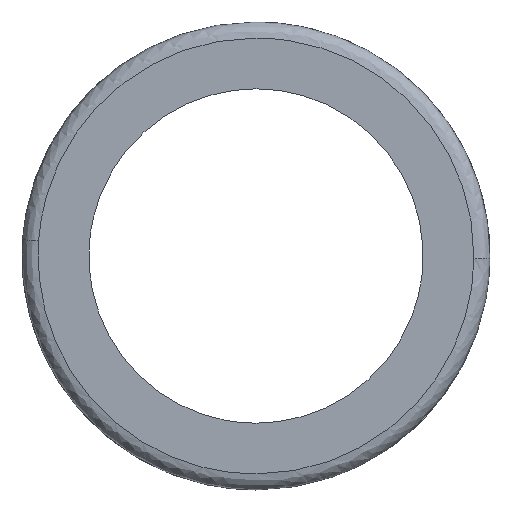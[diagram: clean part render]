
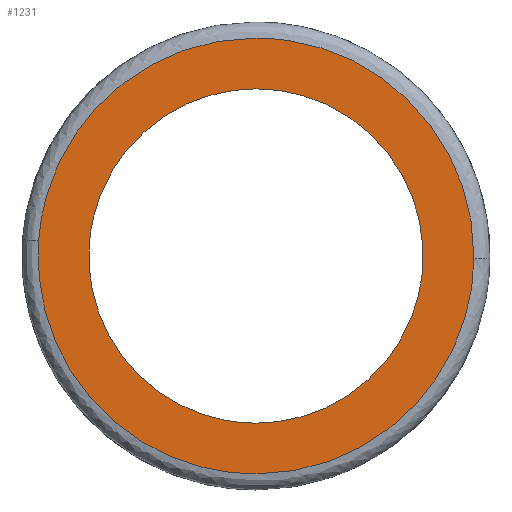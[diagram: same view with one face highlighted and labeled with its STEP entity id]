
A CAD part, front view. The second image highlights one B-rep face of the part: STEP entity #1231.
In plain terms, the highlighted free-form (B-spline) face has degree [1, 1] with [2, 2] control points.
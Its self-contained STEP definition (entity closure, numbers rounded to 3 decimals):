
#703=CARTESIAN_POINT('',(12.413,0.,-1.475));
#704=VERTEX_POINT('',#703);
#710=CARTESIAN_POINT('',(0.0,0.,12.5));
#711=VERTEX_POINT('',#710);
#712=CARTESIAN_POINT('',(12.413,0.,-1.475));
#713=CARTESIAN_POINT('',(12.5,0.,-0.74));
#714=CARTESIAN_POINT('',(12.5,0.,0.));
#715=CARTESIAN_POINT('',(12.5,0.,12.5));
#716=CARTESIAN_POINT('',(0.0,0.,12.5));
#724=(BOUNDED_CURVE()B_SPLINE_CURVE(2,(#712,#713,#714,#715,#716),.UNSPECIFIED.,.F.,.U.)B_SPLINE_CURVE_WITH_KNOTS((3,2,3),(0.23,0.25,0.5),.UNSPECIFIED.)CURVE()GEOMETRIC_REPRESENTATION_ITEM()RATIONAL_B_SPLINE_CURVE((0.956,0.976,1.0,0.707,1.0))REPRESENTATION_ITEM(''));
#725=EDGE_CURVE('',#704,#711,#724,.T.);
#727=CARTESIAN_POINT('',(-12.477,0.,0.763));
#728=VERTEX_POINT('',#727);
#729=CARTESIAN_POINT('',(0.0,0.,12.5));
#730=CARTESIAN_POINT('',(-11.759,0.,12.5));
#731=CARTESIAN_POINT('',(-12.477,0.,0.763));
#739=(BOUNDED_CURVE()B_SPLINE_CURVE(2,(#729,#730,#731),.UNSPECIFIED.,.F.,.U.)B_SPLINE_CURVE_WITH_KNOTS((3,3),(0.5,0.739),.UNSPECIFIED.)CURVE()GEOMETRIC_REPRESENTATION_ITEM()RATIONAL_B_SPLINE_CURVE((1.0,0.72,0.976))REPRESENTATION_ITEM(''));
#740=EDGE_CURVE('',#711,#728,#739,.T.);
#814=CARTESIAN_POINT('',(0.0,0.,-12.5));
#815=VERTEX_POINT('',#814);
#816=CARTESIAN_POINT('',(-12.477,0.,0.763));
#817=CARTESIAN_POINT('',(-12.5,0.,0.382));
#818=CARTESIAN_POINT('',(-12.5,0.,0.));
#819=CARTESIAN_POINT('',(-12.5,0.,-12.5));
#820=CARTESIAN_POINT('',(0.0,0.,-12.5));
#828=(BOUNDED_CURVE()B_SPLINE_CURVE(2,(#816,#817,#818,#819,#820),.UNSPECIFIED.,.F.,.U.)B_SPLINE_CURVE_WITH_KNOTS((3,2,3),(0.739,0.75,1.0),.UNSPECIFIED.)CURVE()GEOMETRIC_REPRESENTATION_ITEM()RATIONAL_B_SPLINE_CURVE((0.976,0.988,1.0,0.707,1.0))REPRESENTATION_ITEM(''));
#829=EDGE_CURVE('',#728,#815,#828,.T.);
#831=CARTESIAN_POINT('',(0.0,0.,-12.5));
#832=CARTESIAN_POINT('',(11.102,0.,-12.5));
#833=CARTESIAN_POINT('',(12.413,0.,-1.475));
#841=(BOUNDED_CURVE()B_SPLINE_CURVE(2,(#831,#832,#833),.UNSPECIFIED.,.F.,.U.)B_SPLINE_CURVE_WITH_KNOTS((3,3),(0.0,0.23),.UNSPECIFIED.)CURVE()GEOMETRIC_REPRESENTATION_ITEM()RATIONAL_B_SPLINE_CURVE((1.0,0.731,0.956))REPRESENTATION_ITEM(''));
#842=EDGE_CURVE('',#815,#704,#841,.T.);
#1037=CARTESIAN_POINT('',(16.299,0.,-0.205));
#1038=VERTEX_POINT('',#1037);
#1052=CARTESIAN_POINT('',(0.0,0.,-16.3));
#1053=VERTEX_POINT('',#1052);
#1054=CARTESIAN_POINT('',(0.0,0.,-16.3));
#1055=CARTESIAN_POINT('',(16.096,0.,-16.3));
#1056=CARTESIAN_POINT('',(16.299,0.,-0.205));
#1064=(BOUNDED_CURVE()B_SPLINE_CURVE(2,(#1054,#1055,#1056),.UNSPECIFIED.,.F.,.U.)B_SPLINE_CURVE_WITH_KNOTS((3,3),(0.0,0.248),.UNSPECIFIED.)CURVE()GEOMETRIC_REPRESENTATION_ITEM()RATIONAL_B_SPLINE_CURVE((1.0,0.71,0.995))REPRESENTATION_ITEM(''));
#1065=EDGE_CURVE('',#1053,#1038,#1064,.T.);
#1067=CARTESIAN_POINT('',(-16.26,0.,1.137));
#1068=VERTEX_POINT('',#1067);
#1069=CARTESIAN_POINT('',(-16.26,0.,1.137));
#1070=CARTESIAN_POINT('',(-16.3,0.,0.569));
#1071=CARTESIAN_POINT('',(-16.3,0.,0.));
#1072=CARTESIAN_POINT('',(-16.3,0.,-16.3));
#1073=CARTESIAN_POINT('',(0.0,0.,-16.3));
#1081=(BOUNDED_CURVE()B_SPLINE_CURVE(2,(#1069,#1070,#1071,#1072,#1073),.UNSPECIFIED.,.F.,.U.)B_SPLINE_CURVE_WITH_KNOTS((3,2,3),(0.738,0.75,1.0),.UNSPECIFIED.)CURVE()GEOMETRIC_REPRESENTATION_ITEM()RATIONAL_B_SPLINE_CURVE((0.973,0.986,1.0,0.707,1.0))REPRESENTATION_ITEM(''));
#1082=EDGE_CURVE('',#1068,#1053,#1081,.T.);
#1125=CARTESIAN_POINT('',(0.0,0.,16.3));
#1126=VERTEX_POINT('',#1125);
#1127=CARTESIAN_POINT('',(0.0,0.,16.3));
#1128=CARTESIAN_POINT('',(-15.2,0.,16.3));
#1129=CARTESIAN_POINT('',(-16.26,0.,1.137));
#1137=(BOUNDED_CURVE()B_SPLINE_CURVE(2,(#1127,#1128,#1129),.UNSPECIFIED.,.F.,.U.)B_SPLINE_CURVE_WITH_KNOTS((3,3),(0.5,0.738),.UNSPECIFIED.)CURVE()GEOMETRIC_REPRESENTATION_ITEM()RATIONAL_B_SPLINE_CURVE((1.0,0.721,0.973))REPRESENTATION_ITEM(''));
#1138=EDGE_CURVE('',#1126,#1068,#1137,.T.);
#1140=CARTESIAN_POINT('',(16.299,0.,-0.205));
#1141=CARTESIAN_POINT('',(16.3,0.,-0.102));
#1142=CARTESIAN_POINT('',(16.3,0.,0.));
#1143=CARTESIAN_POINT('',(16.3,0.,16.3));
#1144=CARTESIAN_POINT('',(0.0,0.,16.3));
#1152=(BOUNDED_CURVE()B_SPLINE_CURVE(2,(#1140,#1141,#1142,#1143,#1144),.UNSPECIFIED.,.F.,.U.)B_SPLINE_CURVE_WITH_KNOTS((3,2,3),(0.248,0.25,0.5),.UNSPECIFIED.)CURVE()GEOMETRIC_REPRESENTATION_ITEM()RATIONAL_B_SPLINE_CURVE((0.995,0.997,1.0,0.707,1.0))REPRESENTATION_ITEM(''));
#1153=EDGE_CURVE('',#1038,#1126,#1152,.T.);
#1214=CARTESIAN_POINT('',(-17.926,0.,-17.928));
#1215=CARTESIAN_POINT('',(-17.926,0.,17.928));
#1216=CARTESIAN_POINT('',(17.927,0.,-17.928));
#1217=CARTESIAN_POINT('',(17.927,0.,17.928));
#1218=B_SPLINE_SURFACE_WITH_KNOTS('',1,1,((#1214,#1216),(#1215,#1217)),.UNSPECIFIED.,.F.,.F.,.U.,(2,2),(2,2),(0.0,35.857),(0.0,35.853),.UNSPECIFIED.);
#1219=ORIENTED_EDGE('',*,*,#1065,.T.);
#1220=ORIENTED_EDGE('',*,*,#1153,.T.);
#1221=ORIENTED_EDGE('',*,*,#1138,.T.);
#1222=ORIENTED_EDGE('',*,*,#1082,.T.);
#1223=EDGE_LOOP('',(#1219,#1220,#1221,#1222));
#1224=FACE_OUTER_BOUND('',#1223,.T.);
#1225=ORIENTED_EDGE('',*,*,#740,.F.);
#1226=ORIENTED_EDGE('',*,*,#725,.F.);
#1227=ORIENTED_EDGE('',*,*,#842,.F.);
#1228=ORIENTED_EDGE('',*,*,#829,.F.);
#1229=EDGE_LOOP('',(#1225,#1226,#1227,#1228));
#1230=FACE_BOUND('',#1229,.T.);
#1231=ADVANCED_FACE('',(#1224,#1230),#1218,.F.);
